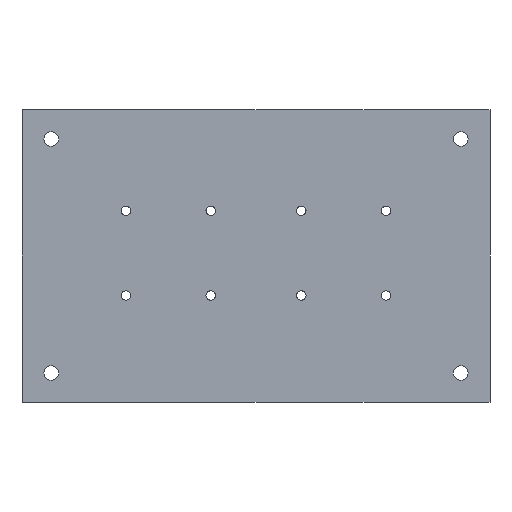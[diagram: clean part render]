
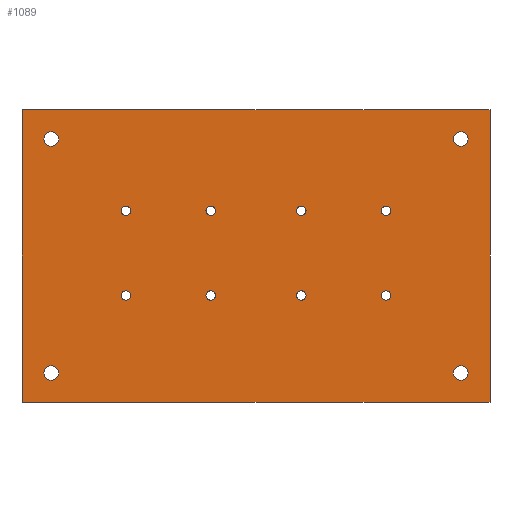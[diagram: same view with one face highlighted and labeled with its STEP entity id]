
A CAD part, front view. The second image highlights one B-rep face of the part: STEP entity #1089.
In plain terms, the highlighted planar face has unit normal (0, -1, 0).
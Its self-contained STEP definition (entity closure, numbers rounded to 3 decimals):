
#31=FACE_BOUND('',#205,.T.);
#32=FACE_BOUND('',#206,.T.);
#33=FACE_BOUND('',#207,.T.);
#34=FACE_BOUND('',#208,.T.);
#35=FACE_BOUND('',#209,.T.);
#36=FACE_BOUND('',#210,.T.);
#37=FACE_BOUND('',#211,.T.);
#38=FACE_BOUND('',#212,.T.);
#39=FACE_BOUND('',#213,.T.);
#40=FACE_BOUND('',#214,.T.);
#41=FACE_BOUND('',#215,.T.);
#42=FACE_BOUND('',#216,.T.);
#82=PLANE('',#1182);
#135=FACE_OUTER_BOUND('',#204,.T.);
#204=EDGE_LOOP('',(#1008,#1009,#1010,#1011));
#205=EDGE_LOOP('',(#1012));
#206=EDGE_LOOP('',(#1013));
#207=EDGE_LOOP('',(#1014));
#208=EDGE_LOOP('',(#1015));
#209=EDGE_LOOP('',(#1016));
#210=EDGE_LOOP('',(#1017));
#211=EDGE_LOOP('',(#1018));
#212=EDGE_LOOP('',(#1019));
#213=EDGE_LOOP('',(#1020));
#214=EDGE_LOOP('',(#1021));
#215=EDGE_LOOP('',(#1022));
#216=EDGE_LOOP('',(#1023));
#299=LINE('',#1688,#420);
#303=LINE('',#1695,#424);
#336=LINE('',#1759,#457);
#337=LINE('',#1761,#458);
#420=VECTOR('',#1395,10.);
#424=VECTOR('',#1401,10.);
#457=VECTOR('',#1458,10.);
#458=VECTOR('',#1461,10.);
#462=CIRCLE('',#1109,1.25);
#464=CIRCLE('',#1112,1.25);
#466=CIRCLE('',#1115,1.25);
#468=CIRCLE('',#1118,1.25);
#470=CIRCLE('',#1121,0.8);
#472=CIRCLE('',#1124,0.8);
#474=CIRCLE('',#1127,0.8);
#476=CIRCLE('',#1130,0.8);
#478=CIRCLE('',#1133,0.8);
#480=CIRCLE('',#1136,0.8);
#482=CIRCLE('',#1139,0.8);
#484=CIRCLE('',#1142,0.8);
#488=VERTEX_POINT('',#1474);
#490=VERTEX_POINT('',#1480);
#492=VERTEX_POINT('',#1486);
#494=VERTEX_POINT('',#1492);
#496=VERTEX_POINT('',#1498);
#498=VERTEX_POINT('',#1504);
#500=VERTEX_POINT('',#1510);
#502=VERTEX_POINT('',#1516);
#504=VERTEX_POINT('',#1522);
#506=VERTEX_POINT('',#1528);
#508=VERTEX_POINT('',#1534);
#510=VERTEX_POINT('',#1540);
#560=VERTEX_POINT('',#1685);
#561=VERTEX_POINT('',#1687);
#563=VERTEX_POINT('',#1694);
#582=VERTEX_POINT('',#1757);
#588=EDGE_CURVE('',#488,#488,#462,.T.);
#591=EDGE_CURVE('',#490,#490,#464,.T.);
#594=EDGE_CURVE('',#492,#492,#466,.T.);
#597=EDGE_CURVE('',#494,#494,#468,.T.);
#600=EDGE_CURVE('',#496,#496,#470,.T.);
#603=EDGE_CURVE('',#498,#498,#472,.T.);
#606=EDGE_CURVE('',#500,#500,#474,.T.);
#609=EDGE_CURVE('',#502,#502,#476,.T.);
#612=EDGE_CURVE('',#504,#504,#478,.T.);
#615=EDGE_CURVE('',#506,#506,#480,.T.);
#618=EDGE_CURVE('',#508,#508,#482,.T.);
#621=EDGE_CURVE('',#510,#510,#484,.T.);
#691=EDGE_CURVE('',#561,#560,#299,.T.);
#695=EDGE_CURVE('',#563,#561,#303,.T.);
#728=EDGE_CURVE('',#560,#582,#336,.T.);
#729=EDGE_CURVE('',#582,#563,#337,.T.);
#1008=ORIENTED_EDGE('',*,*,#729,.T.);
#1009=ORIENTED_EDGE('',*,*,#695,.T.);
#1010=ORIENTED_EDGE('',*,*,#691,.T.);
#1011=ORIENTED_EDGE('',*,*,#728,.T.);
#1012=ORIENTED_EDGE('',*,*,#588,.T.);
#1013=ORIENTED_EDGE('',*,*,#591,.T.);
#1014=ORIENTED_EDGE('',*,*,#594,.T.);
#1015=ORIENTED_EDGE('',*,*,#597,.T.);
#1016=ORIENTED_EDGE('',*,*,#600,.T.);
#1017=ORIENTED_EDGE('',*,*,#603,.T.);
#1018=ORIENTED_EDGE('',*,*,#606,.T.);
#1019=ORIENTED_EDGE('',*,*,#609,.T.);
#1020=ORIENTED_EDGE('',*,*,#612,.T.);
#1021=ORIENTED_EDGE('',*,*,#615,.T.);
#1022=ORIENTED_EDGE('',*,*,#618,.T.);
#1023=ORIENTED_EDGE('',*,*,#621,.T.);
#1089=ADVANCED_FACE('',(#135,#31,#32,#33,#34,#35,#36,#37,#38,#39,#40,#41,
#42),#82,.F.);
#1109=AXIS2_PLACEMENT_3D('',#1476,#1197,#1198);
#1112=AXIS2_PLACEMENT_3D('',#1482,#1204,#1205);
#1115=AXIS2_PLACEMENT_3D('',#1488,#1211,#1212);
#1118=AXIS2_PLACEMENT_3D('',#1494,#1218,#1219);
#1121=AXIS2_PLACEMENT_3D('',#1500,#1225,#1226);
#1124=AXIS2_PLACEMENT_3D('',#1506,#1232,#1233);
#1127=AXIS2_PLACEMENT_3D('',#1512,#1239,#1240);
#1130=AXIS2_PLACEMENT_3D('',#1518,#1246,#1247);
#1133=AXIS2_PLACEMENT_3D('',#1524,#1253,#1254);
#1136=AXIS2_PLACEMENT_3D('',#1530,#1260,#1261);
#1139=AXIS2_PLACEMENT_3D('',#1536,#1267,#1268);
#1142=AXIS2_PLACEMENT_3D('',#1542,#1274,#1275);
#1182=AXIS2_PLACEMENT_3D('',#1762,#1462,#1463);
#1197=DIRECTION('center_axis',(0.,1.,0.));
#1198=DIRECTION('ref_axis',(-1.,0.,0.));
#1204=DIRECTION('center_axis',(0.,1.,0.));
#1205=DIRECTION('ref_axis',(-1.,0.,0.));
#1211=DIRECTION('center_axis',(0.,1.,0.));
#1212=DIRECTION('ref_axis',(-1.,0.,0.));
#1218=DIRECTION('center_axis',(0.,1.,0.));
#1219=DIRECTION('ref_axis',(-1.,0.,0.));
#1225=DIRECTION('center_axis',(0.,1.,0.));
#1226=DIRECTION('ref_axis',(-1.,0.,0.));
#1232=DIRECTION('center_axis',(0.,1.,0.));
#1233=DIRECTION('ref_axis',(-1.,0.,0.));
#1239=DIRECTION('center_axis',(0.,1.,0.));
#1240=DIRECTION('ref_axis',(-1.,0.,0.));
#1246=DIRECTION('center_axis',(0.,1.,0.));
#1247=DIRECTION('ref_axis',(-1.,0.,0.));
#1253=DIRECTION('center_axis',(0.,1.,0.));
#1254=DIRECTION('ref_axis',(-1.,0.,0.));
#1260=DIRECTION('center_axis',(0.,1.,0.));
#1261=DIRECTION('ref_axis',(-1.,0.,0.));
#1267=DIRECTION('center_axis',(0.,1.,0.));
#1268=DIRECTION('ref_axis',(-1.,0.,0.));
#1274=DIRECTION('center_axis',(0.,1.,0.));
#1275=DIRECTION('ref_axis',(-1.,0.,0.));
#1395=DIRECTION('',(1.,0.,0.));
#1401=DIRECTION('',(0.,0.,-1.));
#1458=DIRECTION('',(0.,0.,1.));
#1461=DIRECTION('',(-1.,0.,0.));
#1462=DIRECTION('center_axis',(0.,1.,0.));
#1463=DIRECTION('ref_axis',(1.,0.,0.));
#1474=CARTESIAN_POINT('',(6.25,0.,5.));
#1476=CARTESIAN_POINT('Origin',(5.,0.,5.));
#1480=CARTESIAN_POINT('',(6.25,0.,45.));
#1482=CARTESIAN_POINT('Origin',(5.,0.,45.));
#1486=CARTESIAN_POINT('',(76.25,0.,5.));
#1488=CARTESIAN_POINT('Origin',(75.,0.,5.));
#1492=CARTESIAN_POINT('',(76.25,0.,45.));
#1494=CARTESIAN_POINT('Origin',(75.,0.,45.));
#1498=CARTESIAN_POINT('',(63.03,0.,18.24));
#1500=CARTESIAN_POINT('Origin',(62.23,0.,18.24));
#1504=CARTESIAN_POINT('',(63.03,0.,32.72));
#1506=CARTESIAN_POINT('Origin',(62.23,0.,32.72));
#1510=CARTESIAN_POINT('',(48.55,0.,18.24));
#1512=CARTESIAN_POINT('Origin',(47.75,0.,18.24));
#1516=CARTESIAN_POINT('',(48.55,0.,32.72));
#1518=CARTESIAN_POINT('Origin',(47.75,0.,32.72));
#1522=CARTESIAN_POINT('',(33.05,0.,18.24));
#1524=CARTESIAN_POINT('Origin',(32.25,0.,18.24));
#1528=CARTESIAN_POINT('',(33.05,0.,32.72));
#1530=CARTESIAN_POINT('Origin',(32.25,0.,32.72));
#1534=CARTESIAN_POINT('',(18.57,0.,18.24));
#1536=CARTESIAN_POINT('Origin',(17.77,0.,18.24));
#1540=CARTESIAN_POINT('',(18.57,0.,32.72));
#1542=CARTESIAN_POINT('Origin',(17.77,0.,32.72));
#1685=CARTESIAN_POINT('',(80.,0.,0.));
#1687=CARTESIAN_POINT('',(0.,0.,0.));
#1688=CARTESIAN_POINT('',(0.,0.,0.));
#1694=CARTESIAN_POINT('',(0.,0.,50.));
#1695=CARTESIAN_POINT('',(0.,0.,50.));
#1757=CARTESIAN_POINT('',(80.,0.,50.));
#1759=CARTESIAN_POINT('',(80.,0.,0.));
#1761=CARTESIAN_POINT('',(80.,0.,50.));
#1762=CARTESIAN_POINT('Origin',(40.,0.,25.));
